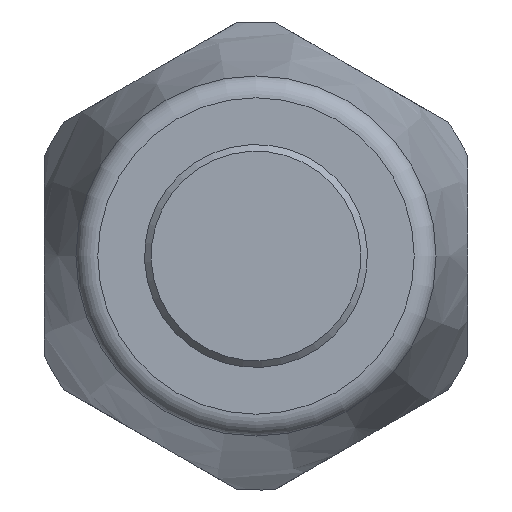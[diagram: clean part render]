
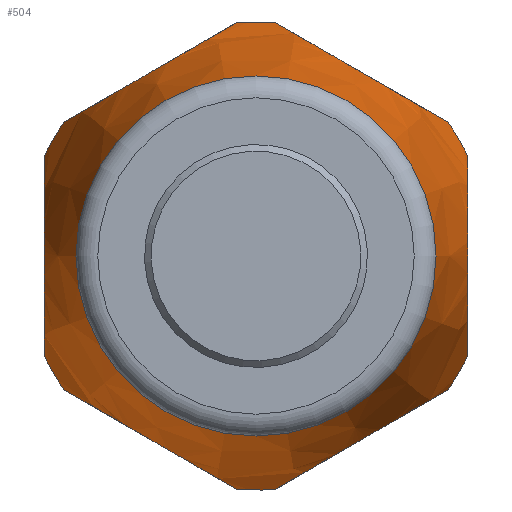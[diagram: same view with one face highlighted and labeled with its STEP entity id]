
A CAD part, front view. The second image highlights one B-rep face of the part: STEP entity #504.
In plain terms, the highlighted conical face has half-angle 12 degrees and reference radius 9.288 mm.
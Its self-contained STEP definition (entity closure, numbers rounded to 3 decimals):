
#13=(
BOUNDED_CURVE()
B_SPLINE_CURVE(2,(#877,#878,#879),.UNSPECIFIED.,.F.,.F.)
B_SPLINE_CURVE_WITH_KNOTS((3,3),(0.,1.298),.UNSPECIFIED.)
CURVE()
GEOMETRIC_REPRESENTATION_ITEM()
RATIONAL_B_SPLINE_CURVE((1.,1.105,1.))
REPRESENTATION_ITEM('')
);
#14=(
BOUNDED_CURVE()
B_SPLINE_CURVE(2,(#880,#881,#882),.UNSPECIFIED.,.F.,.F.)
B_SPLINE_CURVE_WITH_KNOTS((3,3),(0.,1.298),.UNSPECIFIED.)
CURVE()
GEOMETRIC_REPRESENTATION_ITEM()
RATIONAL_B_SPLINE_CURVE((1.,1.105,1.))
REPRESENTATION_ITEM('')
);
#15=(
BOUNDED_CURVE()
B_SPLINE_CURVE(2,(#883,#884,#885),.UNSPECIFIED.,.F.,.F.)
B_SPLINE_CURVE_WITH_KNOTS((3,3),(0.,1.298),.UNSPECIFIED.)
CURVE()
GEOMETRIC_REPRESENTATION_ITEM()
RATIONAL_B_SPLINE_CURVE((1.,1.105,1.))
REPRESENTATION_ITEM('')
);
#16=(
BOUNDED_CURVE()
B_SPLINE_CURVE(2,(#887,#888,#889),.UNSPECIFIED.,.F.,.F.)
B_SPLINE_CURVE_WITH_KNOTS((3,3),(0.,0.649),.UNSPECIFIED.)
CURVE()
GEOMETRIC_REPRESENTATION_ITEM()
RATIONAL_B_SPLINE_CURVE((1.,1.053,1.053))
REPRESENTATION_ITEM('')
);
#17=(
BOUNDED_CURVE()
B_SPLINE_CURVE(2,(#891,#892,#893),.UNSPECIFIED.,.F.,.F.)
B_SPLINE_CURVE_WITH_KNOTS((3,3),(0.649,1.298),
 .UNSPECIFIED.)
CURVE()
GEOMETRIC_REPRESENTATION_ITEM()
RATIONAL_B_SPLINE_CURVE((1.053,1.053,1.))
REPRESENTATION_ITEM('')
);
#18=(
BOUNDED_CURVE()
B_SPLINE_CURVE(2,(#894,#895,#896),.UNSPECIFIED.,.F.,.F.)
B_SPLINE_CURVE_WITH_KNOTS((3,3),(0.,1.298),.UNSPECIFIED.)
CURVE()
GEOMETRIC_REPRESENTATION_ITEM()
RATIONAL_B_SPLINE_CURVE((1.,1.105,1.))
REPRESENTATION_ITEM('')
);
#19=(
BOUNDED_CURVE()
B_SPLINE_CURVE(2,(#897,#898,#899),.UNSPECIFIED.,.F.,.F.)
B_SPLINE_CURVE_WITH_KNOTS((3,3),(0.,1.298),.UNSPECIFIED.)
CURVE()
GEOMETRIC_REPRESENTATION_ITEM()
RATIONAL_B_SPLINE_CURVE((1.,1.105,1.))
REPRESENTATION_ITEM('')
);
#20=CONICAL_SURFACE('',#586,9.288,0.209);
#35=LINE('',#890,#52);
#52=VECTOR('',#706,9.288);
#104=FACE_OUTER_BOUND('',#136,.T.);
#136=EDGE_LOOP('',(#357,#358,#359,#360,#361,#362,#363,#364,#365,#366,#367,
#368,#369,#370,#371,#372,#373));
#162=CIRCLE('',#555,8.075);
#165=CIRCLE('',#558,8.075);
#174=CIRCLE('',#570,10.5);
#176=CIRCLE('',#573,10.5);
#177=CIRCLE('',#575,10.5);
#179=CIRCLE('',#578,10.5);
#181=CIRCLE('',#581,10.5);
#183=CIRCLE('',#584,10.5);
#195=VERTEX_POINT('',#775);
#196=VERTEX_POINT('',#776);
#207=VERTEX_POINT('',#826);
#208=VERTEX_POINT('',#828);
#209=VERTEX_POINT('',#832);
#212=VERTEX_POINT('',#837);
#214=VERTEX_POINT('',#842);
#215=VERTEX_POINT('',#844);
#218=VERTEX_POINT('',#851);
#219=VERTEX_POINT('',#853);
#222=VERTEX_POINT('',#860);
#223=VERTEX_POINT('',#862);
#226=VERTEX_POINT('',#869);
#227=VERTEX_POINT('',#871);
#229=VERTEX_POINT('',#886);
#242=EDGE_CURVE('',#195,#196,#162,.T.);
#245=EDGE_CURVE('',#196,#195,#165,.T.);
#257=EDGE_CURVE('',#207,#208,#174,.T.);
#262=EDGE_CURVE('',#212,#209,#176,.T.);
#264=EDGE_CURVE('',#214,#215,#177,.T.);
#268=EDGE_CURVE('',#218,#219,#179,.T.);
#272=EDGE_CURVE('',#222,#223,#181,.T.);
#276=EDGE_CURVE('',#226,#227,#183,.T.);
#279=EDGE_CURVE('',#207,#209,#13,.T.);
#280=EDGE_CURVE('',#212,#227,#14,.T.);
#281=EDGE_CURVE('',#226,#223,#15,.T.);
#282=EDGE_CURVE('',#222,#229,#16,.T.);
#283=EDGE_CURVE('',#229,#196,#35,.T.);
#284=EDGE_CURVE('',#229,#219,#17,.T.);
#285=EDGE_CURVE('',#218,#215,#18,.T.);
#286=EDGE_CURVE('',#214,#208,#19,.T.);
#357=ORIENTED_EDGE('',*,*,#279,.T.);
#358=ORIENTED_EDGE('',*,*,#262,.F.);
#359=ORIENTED_EDGE('',*,*,#280,.T.);
#360=ORIENTED_EDGE('',*,*,#276,.F.);
#361=ORIENTED_EDGE('',*,*,#281,.T.);
#362=ORIENTED_EDGE('',*,*,#272,.F.);
#363=ORIENTED_EDGE('',*,*,#282,.T.);
#364=ORIENTED_EDGE('',*,*,#283,.T.);
#365=ORIENTED_EDGE('',*,*,#245,.T.);
#366=ORIENTED_EDGE('',*,*,#242,.T.);
#367=ORIENTED_EDGE('',*,*,#283,.F.);
#368=ORIENTED_EDGE('',*,*,#284,.T.);
#369=ORIENTED_EDGE('',*,*,#268,.F.);
#370=ORIENTED_EDGE('',*,*,#285,.T.);
#371=ORIENTED_EDGE('',*,*,#264,.F.);
#372=ORIENTED_EDGE('',*,*,#286,.T.);
#373=ORIENTED_EDGE('',*,*,#257,.F.);
#504=ADVANCED_FACE('',(#104),#20,.T.);
#555=AXIS2_PLACEMENT_3D('',#777,#630,#631);
#558=AXIS2_PLACEMENT_3D('',#781,#636,#637);
#570=AXIS2_PLACEMENT_3D('',#829,#661,#662);
#573=AXIS2_PLACEMENT_3D('',#839,#670,#671);
#575=AXIS2_PLACEMENT_3D('',#845,#675,#676);
#578=AXIS2_PLACEMENT_3D('',#854,#683,#684);
#581=AXIS2_PLACEMENT_3D('',#863,#691,#692);
#584=AXIS2_PLACEMENT_3D('',#872,#699,#700);
#586=AXIS2_PLACEMENT_3D('',#876,#704,#705);
#630=DIRECTION('center_axis',(0.,1.,0.));
#631=DIRECTION('ref_axis',(-1.,0.,0.));
#636=DIRECTION('center_axis',(0.,1.,0.));
#637=DIRECTION('ref_axis',(-1.,0.,0.));
#661=DIRECTION('center_axis',(0.,1.,0.));
#662=DIRECTION('ref_axis',(-1.,0.,0.));
#670=DIRECTION('center_axis',(0.,1.,0.));
#671=DIRECTION('ref_axis',(-1.,0.,0.));
#675=DIRECTION('center_axis',(0.,1.,0.));
#676=DIRECTION('ref_axis',(-1.,0.,0.));
#683=DIRECTION('center_axis',(0.,1.,0.));
#684=DIRECTION('ref_axis',(-1.,0.,0.));
#691=DIRECTION('center_axis',(0.,1.,0.));
#692=DIRECTION('ref_axis',(-1.,0.,0.));
#699=DIRECTION('center_axis',(0.,1.,0.));
#700=DIRECTION('ref_axis',(-1.,0.,0.));
#704=DIRECTION('center_axis',(0.,1.,0.));
#705=DIRECTION('ref_axis',(-1.,0.,0.));
#706=DIRECTION('',(-0.208,-0.978,0.));
#775=CARTESIAN_POINT('',(0.,0.792,-8.075));
#776=CARTESIAN_POINT('',(8.075,0.792,0.));
#777=CARTESIAN_POINT('Origin',(0.,0.792,0.));
#781=CARTESIAN_POINT('Origin',(0.,0.792,0.));
#826=CARTESIAN_POINT('',(-9.5,12.2,4.472));
#828=CARTESIAN_POINT('',(-8.623,12.2,5.991));
#829=CARTESIAN_POINT('Origin',(0.,12.2,0.));
#832=CARTESIAN_POINT('',(-9.5,12.2,-4.472));
#837=CARTESIAN_POINT('',(-8.623,12.2,-5.991));
#839=CARTESIAN_POINT('Origin',(0.,12.2,0.));
#842=CARTESIAN_POINT('',(-0.877,12.2,10.463));
#844=CARTESIAN_POINT('',(0.877,12.2,10.463));
#845=CARTESIAN_POINT('Origin',(0.,12.2,0.));
#851=CARTESIAN_POINT('',(8.623,12.2,5.991));
#853=CARTESIAN_POINT('',(9.5,12.2,4.472));
#854=CARTESIAN_POINT('Origin',(0.,12.2,0.));
#860=CARTESIAN_POINT('',(9.5,12.2,-4.472));
#862=CARTESIAN_POINT('',(8.623,12.2,-5.991));
#863=CARTESIAN_POINT('Origin',(0.,12.2,0.));
#869=CARTESIAN_POINT('',(0.877,12.2,-10.463));
#871=CARTESIAN_POINT('',(-0.877,12.2,-10.463));
#872=CARTESIAN_POINT('Origin',(0.,12.2,0.));
#876=CARTESIAN_POINT('Origin',(0.,6.496,0.));
#877=CARTESIAN_POINT('Ctrl Pts',(-9.5,12.2,4.472));
#878=CARTESIAN_POINT('Ctrl Pts',(-9.5,3.239,0.));
#879=CARTESIAN_POINT('Ctrl Pts',(-9.5,12.2,-4.472));
#880=CARTESIAN_POINT('Ctrl Pts',(-8.623,12.2,-5.991));
#881=CARTESIAN_POINT('Ctrl Pts',(-4.75,3.239,-8.227));
#882=CARTESIAN_POINT('Ctrl Pts',(-0.877,12.2,-10.463));
#883=CARTESIAN_POINT('Ctrl Pts',(0.877,12.2,-10.463));
#884=CARTESIAN_POINT('Ctrl Pts',(4.75,3.239,-8.227));
#885=CARTESIAN_POINT('Ctrl Pts',(8.623,12.2,-5.991));
#886=CARTESIAN_POINT('',(9.5,7.495,0.));
#887=CARTESIAN_POINT('Ctrl Pts',(9.5,12.2,-4.472));
#888=CARTESIAN_POINT('Ctrl Pts',(9.5,7.495,-2.124));
#889=CARTESIAN_POINT('Ctrl Pts',(9.5,7.495,0.));
#890=CARTESIAN_POINT('',(9.288,6.496,0.));
#891=CARTESIAN_POINT('Ctrl Pts',(9.5,7.495,0.));
#892=CARTESIAN_POINT('Ctrl Pts',(9.5,7.495,2.124));
#893=CARTESIAN_POINT('Ctrl Pts',(9.5,12.2,4.472));
#894=CARTESIAN_POINT('Ctrl Pts',(8.623,12.2,5.991));
#895=CARTESIAN_POINT('Ctrl Pts',(4.75,3.239,8.227));
#896=CARTESIAN_POINT('Ctrl Pts',(0.877,12.2,10.463));
#897=CARTESIAN_POINT('Ctrl Pts',(-0.877,12.2,10.463));
#898=CARTESIAN_POINT('Ctrl Pts',(-4.75,3.239,8.227));
#899=CARTESIAN_POINT('Ctrl Pts',(-8.623,12.2,5.991));
